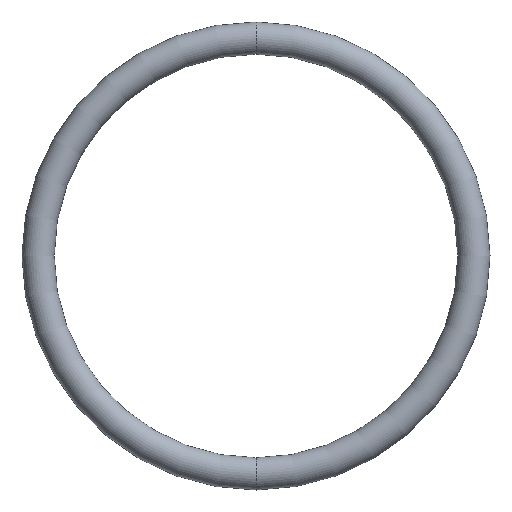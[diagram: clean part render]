
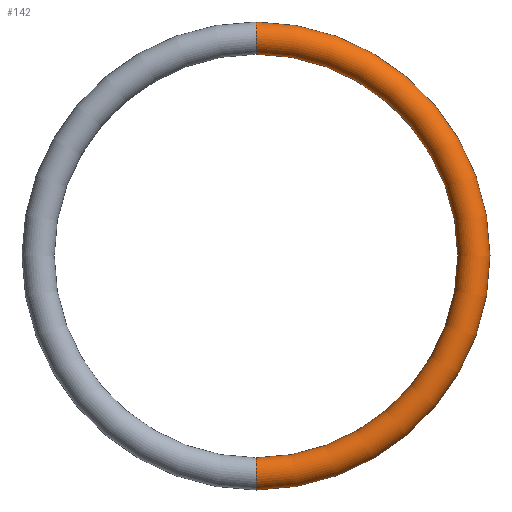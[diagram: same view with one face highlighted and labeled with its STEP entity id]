
A CAD part, front view. The second image highlights one B-rep face of the part: STEP entity #142.
In plain terms, the highlighted toroidal (fillet/blend) face has major radius 13.5 mm and minor radius 1 mm.
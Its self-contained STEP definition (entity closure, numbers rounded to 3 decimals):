
#5 = CARTESIAN_POINT ( 'NONE',  ( 0., 0., 12.5 ) ) ;
#6 = CIRCLE ( 'NONE', #35, 1. ) ;
#7 = CARTESIAN_POINT ( 'NONE',  ( 0., 0., 0. ) ) ;
#8 = CIRCLE ( 'NONE', #56, 12.5 ) ;
#9 = DIRECTION ( 'NONE',  ( 0., 0., 1. ) ) ;
#10 = DIRECTION ( 'NONE',  ( -1., 0., 0. ) ) ;
#11 = CARTESIAN_POINT ( 'NONE',  ( 0., 0., 13.5 ) ) ;
#12 = CARTESIAN_POINT ( 'NONE',  ( 0., 0., 14.5 ) ) ;
#14 = CARTESIAN_POINT ( 'NONE',  ( 0., 0., -14.5 ) ) ;
#15 = DIRECTION ( 'NONE',  ( 0., 0., 1. ) ) ;
#16 = DIRECTION ( 'NONE',  ( 0., 1., 0. ) ) ;
#17 = CARTESIAN_POINT ( 'NONE',  ( 0., 0., 0. ) ) ;
#26 = CIRCLE ( 'NONE', #62, 14.5 ) ;
#34 = CARTESIAN_POINT ( 'NONE',  ( 0., 0., 0. ) ) ;
#35 = AXIS2_PLACEMENT_3D ( 'NONE', #41, #90, #114 ) ;
#41 = CARTESIAN_POINT ( 'NONE',  ( 0., 0., -13.5 ) ) ;
#46 = DIRECTION ( 'NONE',  ( 0., 0., 1. ) ) ;
#47 = DIRECTION ( 'NONE',  ( 0., 1., 0. ) ) ;
#53 = AXIS2_PLACEMENT_3D ( 'NONE', #7, #83, #101 ) ;
#55 = TOROIDAL_SURFACE ( 'NONE', #53, 13.5, 1. ) ;
#56 = AXIS2_PLACEMENT_3D ( 'NONE', #17, #16, #15 ) ;
#62 = AXIS2_PLACEMENT_3D ( 'NONE', #34, #47, #46 ) ;
#64 = AXIS2_PLACEMENT_3D ( 'NONE', #11, #10, #9 ) ;
#66 = FACE_OUTER_BOUND ( 'NONE', #141, .T. ) ;
#68 = CARTESIAN_POINT ( 'NONE',  ( 0., 0., -12.5 ) ) ;
#73 = EDGE_CURVE ( 'NONE', #137, #127, #26, .T. ) ;
#76 = EDGE_CURVE ( 'NONE', #93, #116, #8, .T. ) ;
#78 = EDGE_CURVE ( 'NONE', #93, #137, #95, .T. ) ;
#79 = EDGE_CURVE ( 'NONE', #116, #127, #6, .T. ) ;
#83 = DIRECTION ( 'NONE',  ( 0., 1., 0. ) ) ;
#90 = DIRECTION ( 'NONE',  ( 1., 0., 0. ) ) ;
#93 = VERTEX_POINT ( 'NONE', #5 ) ;
#95 = CIRCLE ( 'NONE', #64, 1. ) ;
#101 = DIRECTION ( 'NONE',  ( 0., 0., 1. ) ) ;
#104 = ORIENTED_EDGE ( 'NONE', *, *, #76, .T. ) ;
#108 = ORIENTED_EDGE ( 'NONE', *, *, #79, .T. ) ;
#109 = ORIENTED_EDGE ( 'NONE', *, *, #73, .F. ) ;
#111 = ORIENTED_EDGE ( 'NONE', *, *, #78, .F. ) ;
#114 = DIRECTION ( 'NONE',  ( 0., 0., -1. ) ) ;
#116 = VERTEX_POINT ( 'NONE', #68 ) ;
#127 = VERTEX_POINT ( 'NONE', #14 ) ;
#137 = VERTEX_POINT ( 'NONE', #12 ) ;
#141 = EDGE_LOOP ( 'NONE', ( #109, #111, #104, #108 ) ) ;
#142 = ADVANCED_FACE ( 'NONE', ( #66 ), #55, .T. ) ;
